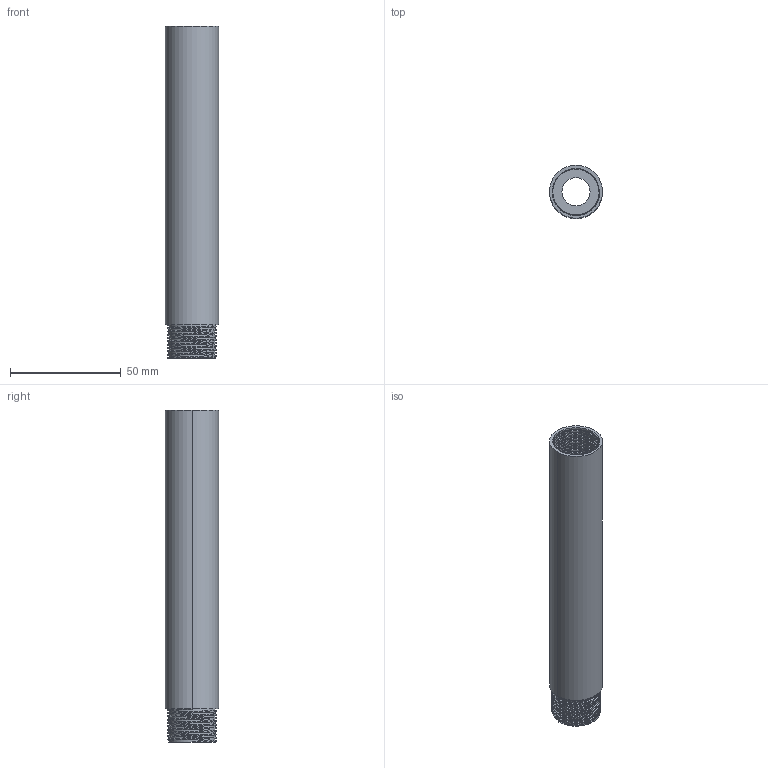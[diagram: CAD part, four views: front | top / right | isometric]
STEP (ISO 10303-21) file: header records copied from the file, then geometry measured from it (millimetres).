
FILE_DESCRIPTION (( 'STEP AP214' ), '1' );
FILE_NAME ('04_Ongnoi.stp', '2020-02-06T04:13:18', ( '' ), ( '' ), 'SwSTEP 2.0', 'SolidWorks 2019', '' );
FILE_SCHEMA (( 'AUTOMOTIVE_DESIGN' ));
Length unit declared in the file: millimetre
Products named in the file (1): 04_Ongnoi
Bounding box: 24 x 24 x 150 mm (x, y, z)
Volume: 27182.5 mm3; surface area: 21018 mm2
Topology: 1 solids, 1 shells, 66 faces, 179 edges, 118 vertices
Faces by surface type: cylinder 50, plane 9, bspline 7
Entity records: 5409 total; most frequent: CARTESIAN_POINT 3983, ORIENTED_EDGE 358, DIRECTION 226, EDGE_CURVE 179, VERTEX_POINT 118, AXIS2_PLACEMENT_3D 80, EDGE_LOOP 71, VECTOR 66
